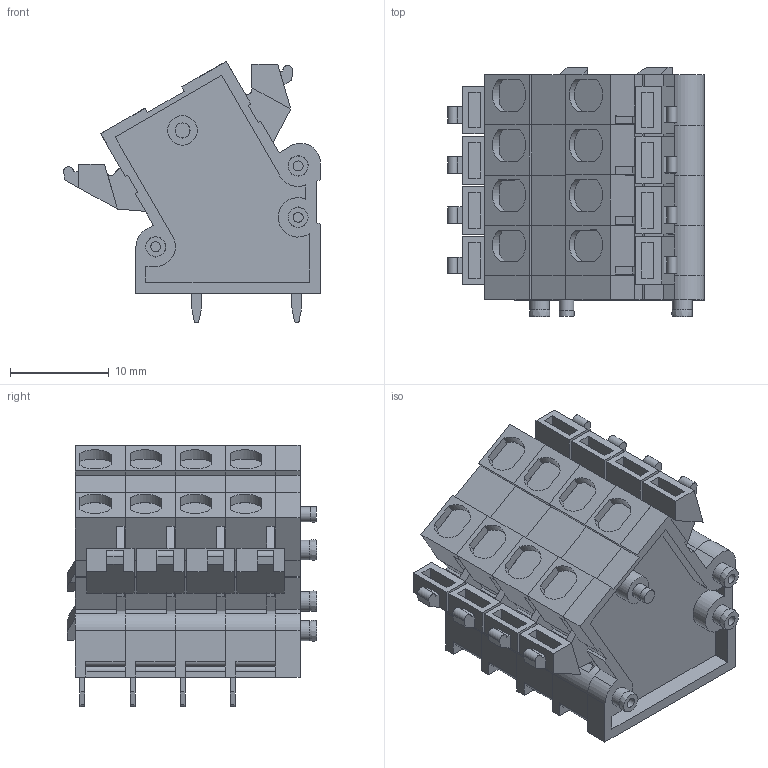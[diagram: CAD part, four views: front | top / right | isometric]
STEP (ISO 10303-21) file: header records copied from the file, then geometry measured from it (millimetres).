
FILE_DESCRIPTION( ( 'STEP AP214' ), '1' );
FILE_NAME( 'MX622-50804-20230328.stp', '2023-03-28T08:01:49', ( ' ' ), ( ' ' ), 'XStep 1.0', ' ', ' ' );
FILE_SCHEMA( ( 'CONFIG_CONTROL_DESIGN) ( )' ) );
Length unit declared in the file: metre
Products named in the file (1): 1
Bounding box: 26.03 x 25.32 x 26.5 mm (x, y, z)
Volume: 7166.4 mm3; surface area: 8136.5 mm2
Topology: 1 solids, 1 shells, 750 faces, 2047 edges, 1338 vertices
Faces by surface type: plane 615, cylinder 115, cone 12, bspline 8
Full cylindrical faces by diameter (mm): 1 x3, 1.5 x2, 2 x6, 2.1 x6, 3 x1
Entity records: 25415 total; most frequent: CARTESIAN_POINT 4476, ORIENTED_EDGE 4002, DIRECTION 3761, EDGE_CURVE 2001, LINE 1691, VECTOR 1691, VERTEX_POINT 1330, AXIS2_PLACEMENT_3D 1035
